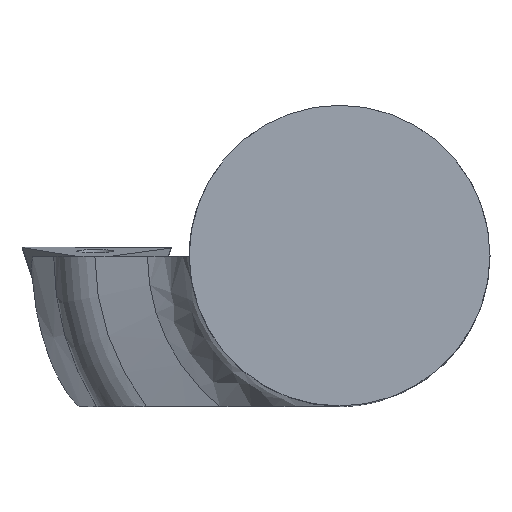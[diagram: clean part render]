
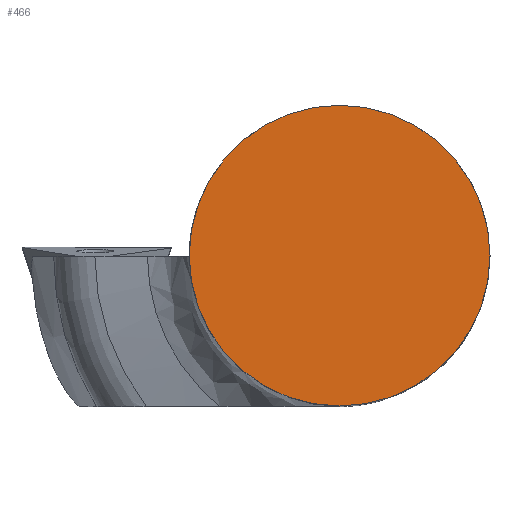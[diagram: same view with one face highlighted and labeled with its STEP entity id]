
A CAD part, top view. The second image highlights one B-rep face of the part: STEP entity #466.
In plain terms, the highlighted planar face has unit normal (0, 0, 1).
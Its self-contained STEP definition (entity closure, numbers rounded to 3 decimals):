
#222=EDGE_CURVE('240[2]',#607,#607,#608,.T.);
#466=ADVANCED_FACE('240[2]',(#923),#924,.T.);
#607=VERTEX_POINT('',#1176);
#608=CIRCLE('',#1177,8.0);
#923=FACE_OUTER_BOUND('',#1947,.T.);
#924=PLANE('',#1948);
#1176=CARTESIAN_POINT('',(-8.0,0.,0.0));
#1177=AXIS2_PLACEMENT_3D('',#2154,#2155,#2156);
#1947=EDGE_LOOP('',(#2539));
#1948=AXIS2_PLACEMENT_3D('',#2540,#2541,#2542);
#2154=CARTESIAN_POINT('',(0.,0.,0.0));
#2155=DIRECTION('',(0.,0.,-1.0));
#2156=DIRECTION('',(-1.0,0.,0.));
#2539=ORIENTED_EDGE('',*,*,#222,.F.);
#2540=CARTESIAN_POINT('',(0.,0.,0.0));
#2541=DIRECTION('',(0.,0.,1.0));
#2542=DIRECTION('',(-1.0,0.,0.0));
